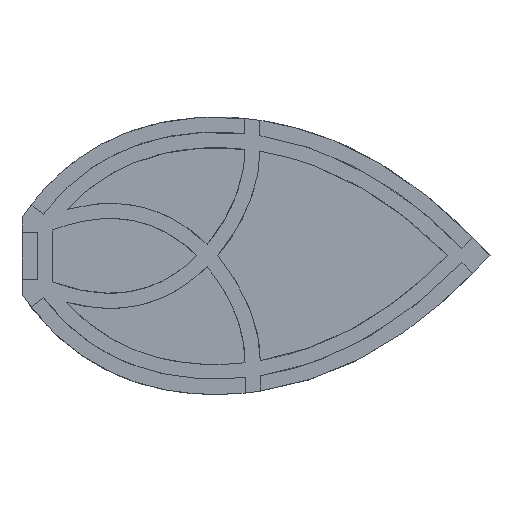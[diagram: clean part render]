
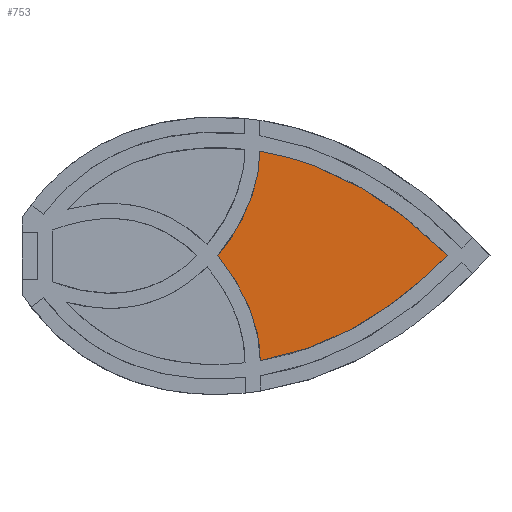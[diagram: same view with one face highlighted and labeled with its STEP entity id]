
A CAD part, top view. The second image highlights one B-rep face of the part: STEP entity #753.
In plain terms, the highlighted planar face has unit normal (0, 0, 1).
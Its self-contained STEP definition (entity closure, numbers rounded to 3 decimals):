
#32=B_SPLINE_CURVE_WITH_KNOTS('',3,(#1075,#1076,#1077,#1078,#1079,#1080,
#1081,#1082,#1083,#1084),.UNSPECIFIED.,.F.,.F.,(4,3,3,4),(-0.962,
-0.897,-0.695,-0.568),.UNSPECIFIED.);
#34=B_SPLINE_CURVE_WITH_KNOTS('',3,(#1127,#1128,#1129,#1130,#1131,#1132,
#1133,#1134,#1135,#1136,#1137,#1138,#1139),.UNSPECIFIED.,.F.,.F.,(4,3,3,
3,4),(-0.981,-0.82,-0.645,-0.514,
-0.511),.UNSPECIFIED.);
#36=B_SPLINE_CURVE_WITH_KNOTS('',3,(#1182,#1183,#1184,#1185,#1186,#1187,
#1188,#1189,#1190,#1191,#1192,#1193,#1194),.UNSPECIFIED.,.F.,.F.,(4,3,3,
3,4),(0.511,0.515,0.645,0.821,
0.981),.UNSPECIFIED.);
#38=B_SPLINE_CURVE_WITH_KNOTS('',3,(#1226,#1227,#1228,#1229,#1230,#1231,
#1232,#1233,#1234,#1235),.UNSPECIFIED.,.F.,.F.,(4,3,3,4),(0.568,
0.696,0.898,0.965),.UNSPECIFIED.);
#105=FACE_OUTER_BOUND('',#151,.T.);
#151=EDGE_LOOP('',(#528,#529,#530,#531));
#321=VERTEX_POINT('',#1072);
#322=VERTEX_POINT('',#1074);
#324=VERTEX_POINT('',#1126);
#326=VERTEX_POINT('',#1181);
#396=EDGE_CURVE('',#322,#321,#32,.T.);
#399=EDGE_CURVE('',#324,#322,#34,.T.);
#402=EDGE_CURVE('',#326,#324,#36,.T.);
#405=EDGE_CURVE('',#321,#326,#38,.T.);
#528=ORIENTED_EDGE('',*,*,#405,.T.);
#529=ORIENTED_EDGE('',*,*,#402,.T.);
#530=ORIENTED_EDGE('',*,*,#399,.T.);
#531=ORIENTED_EDGE('',*,*,#396,.T.);
#723=PLANE('',#808);
#753=ADVANCED_FACE('',(#105),#723,.T.);
#808=AXIS2_PLACEMENT_3D('',#1236,#848,#849);
#848=DIRECTION('center_axis',(0.,0.,1.));
#849=DIRECTION('ref_axis',(1.,0.,0.));
#1072=CARTESIAN_POINT('',(-14.501,-1.898,6.));
#1074=CARTESIAN_POINT('',(2.232,39.324,6.));
#1075=CARTESIAN_POINT('Ctrl Pts',(2.232,39.324,6.));
#1076=CARTESIAN_POINT('Ctrl Pts',(2.208,37.106,6.));
#1077=CARTESIAN_POINT('Ctrl Pts',(2.038,34.867,6.));
#1078=CARTESIAN_POINT('Ctrl Pts',(1.722,32.608,6.));
#1079=CARTESIAN_POINT('Ctrl Pts',(0.746,25.632,6.));
#1080=CARTESIAN_POINT('Ctrl Pts',(-1.634,18.432,6.));
#1081=CARTESIAN_POINT('Ctrl Pts',(-5.471,11.307,6.));
#1082=CARTESIAN_POINT('Ctrl Pts',(-7.903,6.79,6.));
#1083=CARTESIAN_POINT('Ctrl Pts',(-10.928,2.295,6.));
#1084=CARTESIAN_POINT('Ctrl Pts',(-14.501,-1.898,6.));
#1126=CARTESIAN_POINT('',(76.377,-1.779,6.));
#1127=CARTESIAN_POINT('Ctrl Pts',(76.377,-1.779,6.));
#1128=CARTESIAN_POINT('Ctrl Pts',(70.483,4.121,6.));
#1129=CARTESIAN_POINT('Ctrl Pts',(63.77,10.106,6.));
#1130=CARTESIAN_POINT('Ctrl Pts',(56.14,15.746,6.));
#1131=CARTESIAN_POINT('Ctrl Pts',(47.802,21.909,6.));
#1132=CARTESIAN_POINT('Ctrl Pts',(38.32,27.63,6.));
#1133=CARTESIAN_POINT('Ctrl Pts',(27.754,32.009,6.));
#1134=CARTESIAN_POINT('Ctrl Pts',(19.924,35.255,6.));
#1135=CARTESIAN_POINT('Ctrl Pts',(11.482,37.753,6.));
#1136=CARTESIAN_POINT('Ctrl Pts',(2.853,39.221,6.));
#1137=CARTESIAN_POINT('Ctrl Pts',(2.646,39.256,6.));
#1138=CARTESIAN_POINT('Ctrl Pts',(2.439,39.29,6.));
#1139=CARTESIAN_POINT('Ctrl Pts',(2.232,39.324,6.));
#1181=CARTESIAN_POINT('',(2.338,-43.322,6.));
#1182=CARTESIAN_POINT('Ctrl Pts',(2.338,-43.322,6.));
#1183=CARTESIAN_POINT('Ctrl Pts',(2.593,-43.278,6.));
#1184=CARTESIAN_POINT('Ctrl Pts',(2.849,-43.234,6.));
#1185=CARTESIAN_POINT('Ctrl Pts',(3.105,-43.189,6.));
#1186=CARTESIAN_POINT('Ctrl Pts',(11.725,-41.672,6.));
#1187=CARTESIAN_POINT('Ctrl Pts',(20.152,-39.126,6.));
#1188=CARTESIAN_POINT('Ctrl Pts',(27.963,-35.835,6.));
#1189=CARTESIAN_POINT('Ctrl Pts',(38.507,-31.392,6.));
#1190=CARTESIAN_POINT('Ctrl Pts',(47.958,-25.615,6.));
#1191=CARTESIAN_POINT('Ctrl Pts',(56.263,-19.4,6.));
#1192=CARTESIAN_POINT('Ctrl Pts',(63.851,-13.723,6.));
#1193=CARTESIAN_POINT('Ctrl Pts',(70.522,-7.706,6.));
#1194=CARTESIAN_POINT('Ctrl Pts',(76.377,-1.779,6.));
#1226=CARTESIAN_POINT('Ctrl Pts',(-14.501,-1.898,6.));
#1227=CARTESIAN_POINT('Ctrl Pts',(-10.906,-6.096,6.));
#1228=CARTESIAN_POINT('Ctrl Pts',(-7.862,-10.598,6.));
#1229=CARTESIAN_POINT('Ctrl Pts',(-5.414,-15.124,6.));
#1230=CARTESIAN_POINT('Ctrl Pts',(-1.563,-22.246,6.));
#1231=CARTESIAN_POINT('Ctrl Pts',(0.831,-29.445,6.));
#1232=CARTESIAN_POINT('Ctrl Pts',(1.817,-36.423,6.));
#1233=CARTESIAN_POINT('Ctrl Pts',(2.145,-38.744,6.));
#1234=CARTESIAN_POINT('Ctrl Pts',(2.319,-41.044,6.));
#1235=CARTESIAN_POINT('Ctrl Pts',(2.338,-43.322,6.));
#1236=CARTESIAN_POINT('Origin',(30.938,-1.999,6.));
